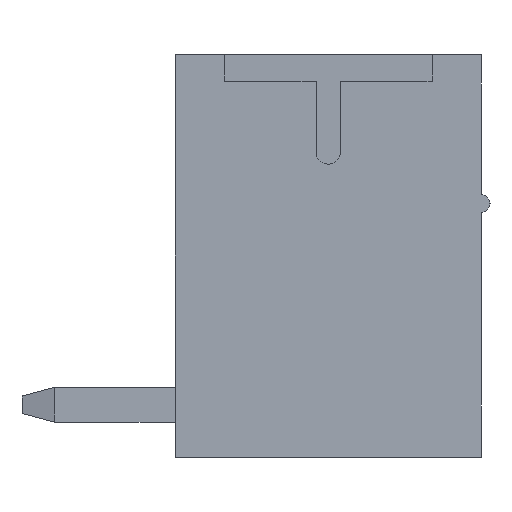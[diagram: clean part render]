
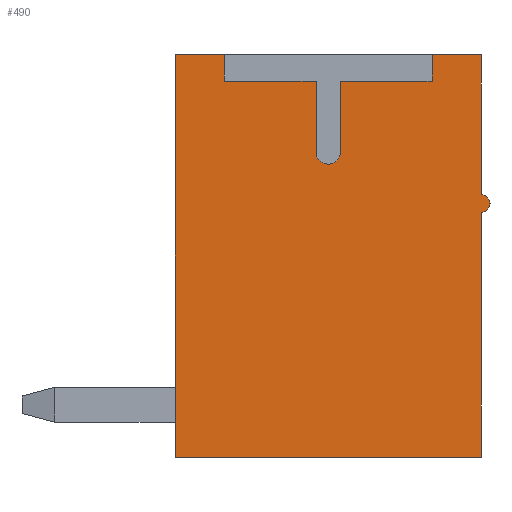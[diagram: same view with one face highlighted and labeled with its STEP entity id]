
A CAD part, left-side view. The second image highlights one B-rep face of the part: STEP entity #490.
In plain terms, the highlighted planar face has unit normal (-1, 0, 0).
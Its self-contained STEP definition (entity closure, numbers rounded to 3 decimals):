
#490 = ADVANCED_FACE( '', ( #1000 ), #1001, .F. );
#1000 = FACE_OUTER_BOUND( '', #1539, .T. );
#1001 = PLANE( '', #1540 );
#1539 = EDGE_LOOP( '', ( #2793, #2794, #2795, #2796, #2797, #2798, #2799, #2800, #2801, #2802, #2803, #2804, #2805, #2806 ) );
#1540 = AXIS2_PLACEMENT_3D( '', #2807, #2808, #2809 );
#2793 = ORIENTED_EDGE( '', *, *, #3479, .T. );
#2794 = ORIENTED_EDGE( '', *, *, #3713, .T. );
#2795 = ORIENTED_EDGE( '', *, *, #3632, .T. );
#2796 = ORIENTED_EDGE( '', *, *, #3849, .T. );
#2797 = ORIENTED_EDGE( '', *, *, #3860, .T. );
#2798 = ORIENTED_EDGE( '', *, *, #3628, .T. );
#2799 = ORIENTED_EDGE( '', *, *, #3861, .T. );
#2800 = ORIENTED_EDGE( '', *, *, #3862, .T. );
#2801 = ORIENTED_EDGE( '', *, *, #3345, .T. );
#2802 = ORIENTED_EDGE( '', *, *, #3720, .T. );
#2803 = ORIENTED_EDGE( '', *, *, #3863, .T. );
#2804 = ORIENTED_EDGE( '', *, *, #3606, .T. );
#2805 = ORIENTED_EDGE( '', *, *, #3864, .T. );
#2806 = ORIENTED_EDGE( '', *, *, #3635, .T. );
#2807 = CARTESIAN_POINT( '', ( -6.16, 0., 2.375 ) );
#2808 = DIRECTION( '', ( 1., 0., 0. ) );
#2809 = DIRECTION( '', ( 0., 0., -1. ) );
#3345 = EDGE_CURVE( '', #4009, #4007, #4010, .T. );
#3479 = EDGE_CURVE( '', #4235, #4236, #4237, .T. );
#3606 = EDGE_CURVE( '', #4445, #4446, #4447, .T. );
#3628 = EDGE_CURVE( '', #4482, #4480, #4483, .T. );
#3632 = EDGE_CURVE( '', #4488, #4486, #4489, .T. );
#3635 = EDGE_CURVE( '', #4492, #4235, #4493, .F. );
#3713 = EDGE_CURVE( '', #4236, #4488, #4608, .T. );
#3720 = EDGE_CURVE( '', #4007, #4619, #4621, .T. );
#3849 = EDGE_CURVE( '', #4486, #4785, #4787, .T. );
#3860 = EDGE_CURVE( '', #4785, #4482, #4798, .T. );
#3861 = EDGE_CURVE( '', #4480, #4799, #4800, .T. );
#3862 = EDGE_CURVE( '', #4799, #4009, #4801, .T. );
#3863 = EDGE_CURVE( '', #4619, #4445, #4802, .T. );
#3864 = EDGE_CURVE( '', #4446, #4492, #4803, .T. );
#4007 = VERTEX_POINT( '', #4977 );
#4009 = VERTEX_POINT( '', #4980 );
#4010 = LINE( '', #4981, #4982 );
#4235 = VERTEX_POINT( '', #5311 );
#4236 = VERTEX_POINT( '', #5312 );
#4237 = LINE( '', #5313, #5314 );
#4445 = VERTEX_POINT( '', #5620 );
#4446 = VERTEX_POINT( '', #5621 );
#4447 = LINE( '', #5622, #5623 );
#4480 = VERTEX_POINT( '', #5673 );
#4482 = VERTEX_POINT( '', #5676 );
#4483 = CIRCLE( '', #5677, 0.275 );
#4486 = VERTEX_POINT( '', #5681 );
#4488 = VERTEX_POINT( '', #5684 );
#4489 = LINE( '', #5685, #5686 );
#4492 = VERTEX_POINT( '', #5690 );
#4493 = CIRCLE( '', #5691, 0.2 );
#4608 = LINE( '', #5859, #5860 );
#4619 = VERTEX_POINT( '', #5876 );
#4621 = LINE( '', #5879, #5880 );
#4785 = VERTEX_POINT( '', #6124 );
#4787 = LINE( '', #6127, #6128 );
#4798 = LINE( '', #6144, #6145 );
#4799 = VERTEX_POINT( '', #6146 );
#4800 = LINE( '', #6147, #6148 );
#4801 = LINE( '', #6149, #6150 );
#4802 = LINE( '', #6151, #6152 );
#4803 = LINE( '', #6153, #6154 );
#4977 = CARTESIAN_POINT( '', ( -6.16, 2.375, 4.6 ) );
#4980 = CARTESIAN_POINT( '', ( -6.16, 2.375, 4. ) );
#4981 = CARTESIAN_POINT( '', ( -6.16, 2.375, 4. ) );
#4982 = VECTOR( '', #6306, 1000. );
#5311 = CARTESIAN_POINT( '', ( -6.16, -3.5, 1.4 ) );
#5312 = CARTESIAN_POINT( '', ( -6.16, -3.5, 4.6 ) );
#5313 = CARTESIAN_POINT( '', ( -6.16, -3.5, 1.4 ) );
#5314 = VECTOR( '', #6417, 1000. );
#5620 = CARTESIAN_POINT( '', ( -6.16, 3.5, -4.6 ) );
#5621 = CARTESIAN_POINT( '', ( -6.16, -3.5, -4.6 ) );
#5622 = CARTESIAN_POINT( '', ( -6.16, 3.5, -4.6 ) );
#5623 = VECTOR( '', #6531, 1000. );
#5673 = CARTESIAN_POINT( '', ( -6.16, 0.275, 2.375 ) );
#5676 = CARTESIAN_POINT( '', ( -6.16, -0.275, 2.375 ) );
#5677 = AXIS2_PLACEMENT_3D( '', #6553, #6554, #6555 );
#5681 = CARTESIAN_POINT( '', ( -6.16, -2.375, 4. ) );
#5684 = CARTESIAN_POINT( '', ( -6.16, -2.375, 4.6 ) );
#5685 = CARTESIAN_POINT( '', ( -6.16, -2.375, 4.6 ) );
#5686 = VECTOR( '', #6558, 1000. );
#5690 = CARTESIAN_POINT( '', ( -6.16, -3.5, 1. ) );
#5691 = AXIS2_PLACEMENT_3D( '', #6560, #6561, #6562 );
#5859 = CARTESIAN_POINT( '', ( -6.16, -3.871, 4.6 ) );
#5860 = VECTOR( '', #6631, 1000. );
#5876 = CARTESIAN_POINT( '', ( -6.16, 3.5, 4.6 ) );
#5879 = CARTESIAN_POINT( '', ( -6.16, 2.375, 4.6 ) );
#5880 = VECTOR( '', #6638, 1000. );
#6124 = CARTESIAN_POINT( '', ( -6.16, -0.275, 4. ) );
#6127 = CARTESIAN_POINT( '', ( -6.16, -2.375, 4. ) );
#6128 = VECTOR( '', #6750, 1000. );
#6144 = CARTESIAN_POINT( '', ( -6.16, -0.275, 4. ) );
#6145 = VECTOR( '', #6756, 1000. );
#6146 = CARTESIAN_POINT( '', ( -6.16, 0.275, 4. ) );
#6147 = CARTESIAN_POINT( '', ( -6.16, 0.275, 2.375 ) );
#6148 = VECTOR( '', #6757, 1000. );
#6149 = CARTESIAN_POINT( '', ( -6.16, 0.275, 4. ) );
#6150 = VECTOR( '', #6758, 1000. );
#6151 = CARTESIAN_POINT( '', ( -6.16, 3.5, 4.6 ) );
#6152 = VECTOR( '', #6759, 1000. );
#6153 = CARTESIAN_POINT( '', ( -6.16, -3.5, -4.6 ) );
#6154 = VECTOR( '', #6760, 1000. );
#6306 = DIRECTION( '', ( 0., 0., 1. ) );
#6417 = DIRECTION( '', ( 0., 0., 1. ) );
#6531 = DIRECTION( '', ( 0., -1., 0. ) );
#6553 = CARTESIAN_POINT( '', ( -6.16, 0., 2.375 ) );
#6554 = DIRECTION( '', ( 1., 0., 0. ) );
#6555 = DIRECTION( '', ( 0., -1., 0. ) );
#6558 = DIRECTION( '', ( 0., 0., -1. ) );
#6560 = CARTESIAN_POINT( '', ( -6.16, -3.5, 1.2 ) );
#6561 = DIRECTION( '', ( 1., 0., 0. ) );
#6562 = DIRECTION( '', ( 0., 0., -1. ) );
#6631 = DIRECTION( '', ( 0., 1., 0. ) );
#6638 = DIRECTION( '', ( 0., 1., 0. ) );
#6750 = DIRECTION( '', ( 0., 1., 0. ) );
#6756 = DIRECTION( '', ( 0., 0., -1. ) );
#6757 = DIRECTION( '', ( 0., 0., 1. ) );
#6758 = DIRECTION( '', ( 0., 1., 0. ) );
#6759 = DIRECTION( '', ( 0., 0., -1. ) );
#6760 = DIRECTION( '', ( 0., 0., 1. ) );
